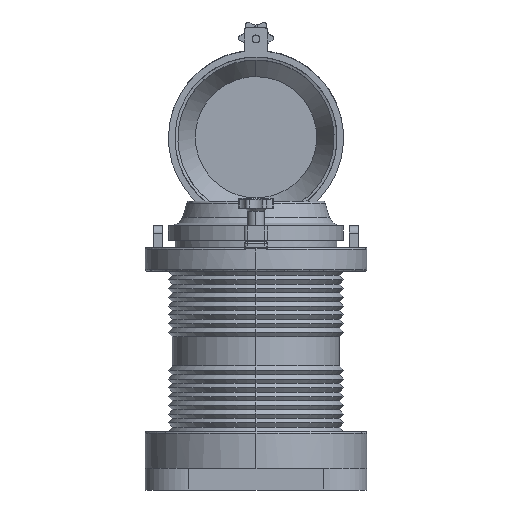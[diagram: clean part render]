
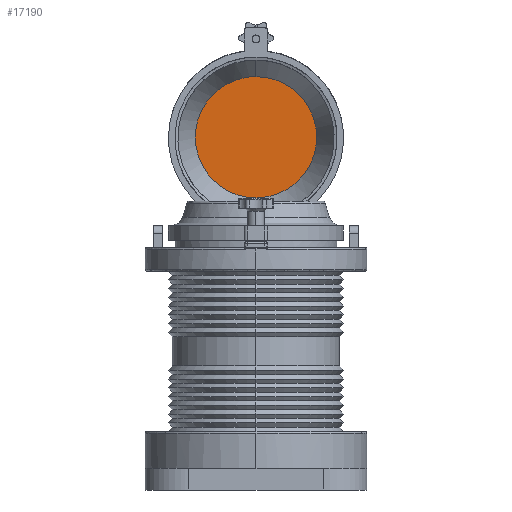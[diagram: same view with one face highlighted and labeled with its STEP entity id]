
A CAD part, front view. The second image highlights one B-rep face of the part: STEP entity #17190.
In plain terms, the highlighted free-form (B-spline) face has degree [1, 1] with [2, 2] control points.
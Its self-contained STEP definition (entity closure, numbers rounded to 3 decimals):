
#17190 = ADVANCED_FACE('',(#17191),#17213,.T.);
#17191 = FACE_BOUND('',#17192,.T.);
#17192 = EDGE_LOOP('',(#17193,#17205));
#17193 = ORIENTED_EDGE('',*,*,#17194,.F.);
#17194 = EDGE_CURVE('',#17195,#17197,#17199,.T.);
#17195 = VERTEX_POINT('',#17196);
#17196 = CARTESIAN_POINT('',(0.,324.961,
    222.78));
#17197 = VERTEX_POINT('',#17198);
#17198 = CARTESIAN_POINT('',(0.,322.707,
    315.226));
#17199 = ( BOUNDED_CURVE() B_SPLINE_CURVE(2,(#17200,#17201,#17202,#17203
,#17204),.UNSPECIFIED.,.F.,.F.) B_SPLINE_CURVE_WITH_KNOTS((3,2,3),(0.,
1.571,3.142),.PIECEWISE_BEZIER_KNOTS.) CURVE() 
GEOMETRIC_REPRESENTATION_ITEM() RATIONAL_B_SPLINE_CURVE((1.,
0.707,1.,0.707,1.)) REPRESENTATION_ITEM('') );
#17200 = CARTESIAN_POINT('',(0.,324.961,
    222.78));
#17201 = CARTESIAN_POINT('',(-46.237,324.961,
    222.78));
#17202 = CARTESIAN_POINT('',(-46.237,323.834,
    269.003));
#17203 = CARTESIAN_POINT('',(-46.237,322.707,
    315.226));
#17204 = CARTESIAN_POINT('',(0.,322.707,
    315.226));
#17205 = ORIENTED_EDGE('',*,*,#17206,.F.);
#17206 = EDGE_CURVE('',#17197,#17195,#17207,.T.);
#17207 = ( BOUNDED_CURVE() B_SPLINE_CURVE(2,(#17208,#17209,#17210,#17211
,#17212),.UNSPECIFIED.,.F.,.F.) B_SPLINE_CURVE_WITH_KNOTS((3,2,3),(0.,
1.571,3.142),.PIECEWISE_BEZIER_KNOTS.) CURVE() 
GEOMETRIC_REPRESENTATION_ITEM() RATIONAL_B_SPLINE_CURVE((1.,
0.707,1.,0.707,1.)) REPRESENTATION_ITEM('') );
#17208 = CARTESIAN_POINT('',(0.,322.707,
    315.226));
#17209 = CARTESIAN_POINT('',(46.237,322.707,
    315.226));
#17210 = CARTESIAN_POINT('',(46.237,323.834,
    269.003));
#17211 = CARTESIAN_POINT('',(46.237,324.961,
    222.78));
#17212 = CARTESIAN_POINT('',(0.,324.961,
    222.78));
#17213 = B_SPLINE_SURFACE_WITH_KNOTS('',1,1,(
    (#17214,#17215)
    ,(#17216,#17217
    )),.UNSPECIFIED.,.F.,.F.,.F.,(2,2),(2,2),(0.,
    83.078),(0.,83.078),
  .PIECEWISE_BEZIER_KNOTS.);
#17214 = CARTESIAN_POINT('',(-46.237,322.707,
    315.226));
#17215 = CARTESIAN_POINT('',(46.237,322.707,
    315.226));
#17216 = CARTESIAN_POINT('',(-46.237,324.961,
    222.78));
#17217 = CARTESIAN_POINT('',(46.237,324.961,
    222.78));
